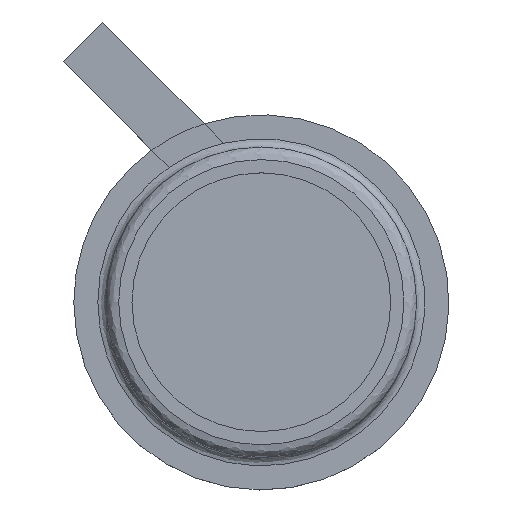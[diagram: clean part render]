
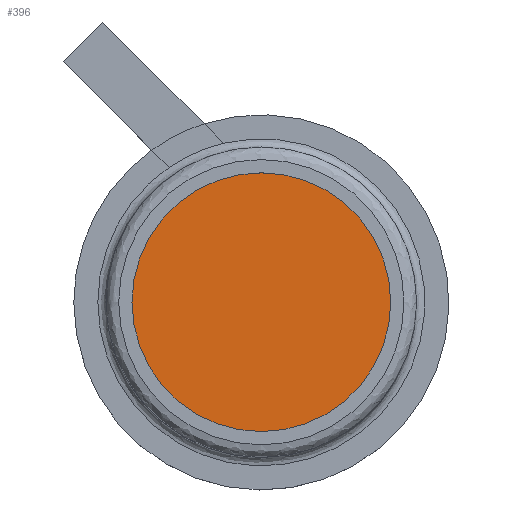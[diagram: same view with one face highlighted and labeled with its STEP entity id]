
A CAD part, top view. The second image highlights one B-rep face of the part: STEP entity #396.
In plain terms, the highlighted planar face has unit normal (0, 0, 1).
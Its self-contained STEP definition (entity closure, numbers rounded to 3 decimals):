
#62=DIRECTION('',(0.,0.,1.));
#372=DIRECTION('',(0.,0.,1.));
#380=VERTEX_POINT('',#381);
#381=CARTESIAN_POINT('',(-0.73,0.,7.1));
#387=ORIENTED_EDGE('',*,*,#388,.F.);
#388=EDGE_CURVE('',#380,#380,#389,.T.);
#389=CIRCLE('',#390,2.);
#390=AXIS2_PLACEMENT_3D('',#391,#372,#392);
#391=CARTESIAN_POINT('',(1.27,0.,7.1));
#392=DIRECTION('',(-1.,0.,0.));
#396=ADVANCED_FACE('',(#397),#399,.T.);
#397=FACE_BOUND('',#398,.F.);
#398=EDGE_LOOP('',(#387));
#399=PLANE('',#400);
#400=AXIS2_PLACEMENT_3D('',#391,#62,#392);
